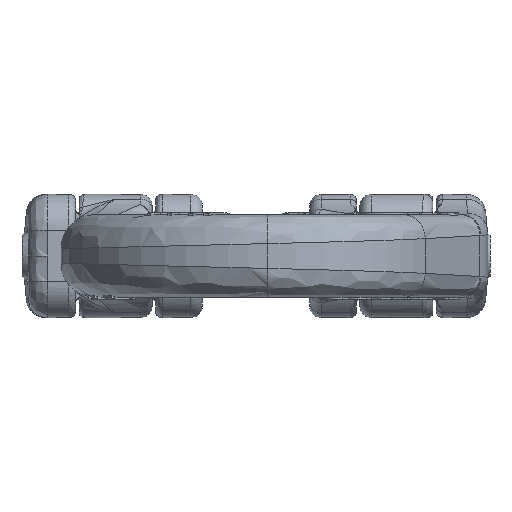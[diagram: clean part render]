
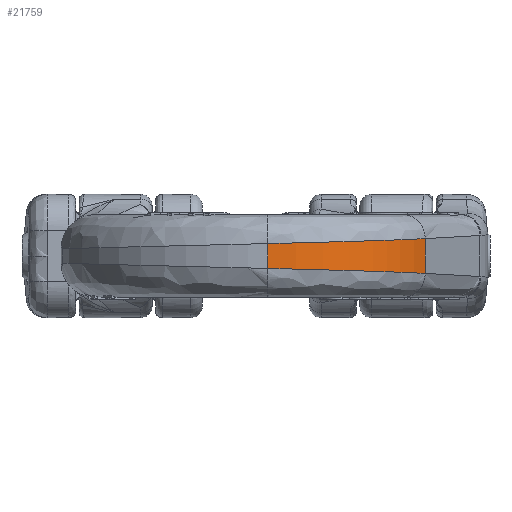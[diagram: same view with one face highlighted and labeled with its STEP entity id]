
A CAD part, front view. The second image highlights one B-rep face of the part: STEP entity #21759.
In plain terms, the highlighted cylindrical face has radius 77.644 mm (diameter 155.287 mm), a partial arc.
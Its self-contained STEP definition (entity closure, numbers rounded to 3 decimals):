
#1922=B_SPLINE_CURVE_WITH_KNOTS('',3,(#49471,#49472,#49473,#49474,#49475,
#49476,#49477),.UNSPECIFIED.,.F.,.F.,(4,1,1,1,4),(-20.685,-19.137,
-17.59,-15.526,-13.462),.UNSPECIFIED.);
#2035=B_SPLINE_CURVE_WITH_KNOTS('',3,(#52705,#52706,#52707,#52708,#52709,
#52710,#52711),.UNSPECIFIED.,.F.,.F.,(4,1,1,1,4),(-20.685,-19.137,
-17.59,-15.526,-13.462),.UNSPECIFIED.);
#3377=LINE('',#52342,#4729);
#3380=LINE('',#52717,#4732);
#4729=VECTOR('',#26659,10.879);
#4732=VECTOR('',#26668,15.221);
#5495=CYLINDRICAL_SURFACE('',#22954,77.643);
#6757=FACE_OUTER_BOUND('',#8026,.T.);
#8026=EDGE_LOOP('',(#20472,#20473,#20474,#20475));
#10392=VERTEX_POINT('',#46035);
#10495=VERTEX_POINT('',#49024);
#10508=VERTEX_POINT('',#49410);
#10583=VERTEX_POINT('',#52324);
#13727=EDGE_CURVE('',#10495,#10508,#1922,.T.);
#13883=EDGE_CURVE('',#10495,#10583,#3377,.T.);
#13900=EDGE_CURVE('',#10583,#10392,#2035,.T.);
#13903=EDGE_CURVE('',#10508,#10392,#3380,.T.);
#20472=ORIENTED_EDGE('',*,*,#13900,.F.);
#20473=ORIENTED_EDGE('',*,*,#13883,.F.);
#20474=ORIENTED_EDGE('',*,*,#13727,.T.);
#20475=ORIENTED_EDGE('',*,*,#13903,.T.);
#21759=ADVANCED_FACE('',(#6757),#5495,.T.);
#22954=AXIS2_PLACEMENT_3D('',#52718,#26669,#26670);
#26659=DIRECTION('',(0.,0.,1.));
#26668=DIRECTION('',(0.,0.,1.));
#26669=DIRECTION('center_axis',(0.,0.,
1.));
#26670=DIRECTION('ref_axis',(0.,-1.,0.));
#46035=CARTESIAN_POINT('',(97.612,-68.186,7.611));
#49024=CARTESIAN_POINT('',(28.73,-110.,-5.439));
#49410=CARTESIAN_POINT('',(97.612,-68.186,-7.611));
#49471=CARTESIAN_POINT('Ctrl Pts',(28.73,-110.,-5.439));
#49472=CARTESIAN_POINT('Ctrl Pts',(34.883,-110.,-5.59));
#49473=CARTESIAN_POINT('Ctrl Pts',(47.141,-108.53,-5.897));
#49474=CARTESIAN_POINT('Ctrl Pts',(66.298,-101.425,-6.421));
#49475=CARTESIAN_POINT('Ctrl Pts',(84.413,-88.248,-6.999));
#49476=CARTESIAN_POINT('Ctrl Pts',(93.949,-75.228,-7.41));
#49477=CARTESIAN_POINT('Ctrl Pts',(97.612,-68.186,-7.611));
#52324=CARTESIAN_POINT('',(28.73,-110.,5.439));
#52342=CARTESIAN_POINT('',(28.73,-110.,0.));
#52705=CARTESIAN_POINT('Ctrl Pts',(28.73,-110.,5.439));
#52706=CARTESIAN_POINT('Ctrl Pts',(34.883,-110.,5.59));
#52707=CARTESIAN_POINT('Ctrl Pts',(47.141,-108.53,5.897));
#52708=CARTESIAN_POINT('Ctrl Pts',(66.298,-101.425,6.421));
#52709=CARTESIAN_POINT('Ctrl Pts',(84.413,-88.248,6.999));
#52710=CARTESIAN_POINT('Ctrl Pts',(93.949,-75.228,7.41));
#52711=CARTESIAN_POINT('Ctrl Pts',(97.612,-68.186,7.611));
#52717=CARTESIAN_POINT('',(97.612,-68.186,0.));
#52718=CARTESIAN_POINT('Origin',(28.73,-32.357,0.));
